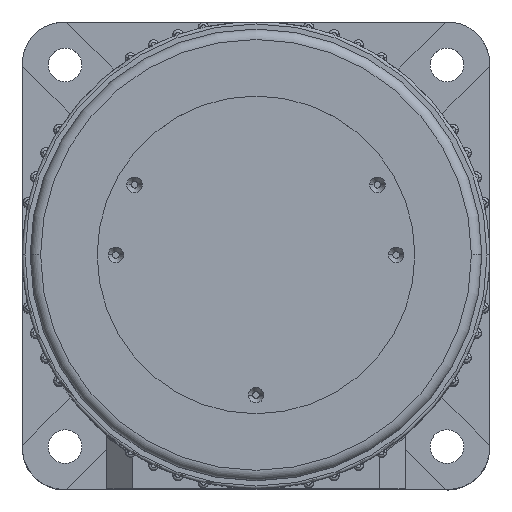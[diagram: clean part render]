
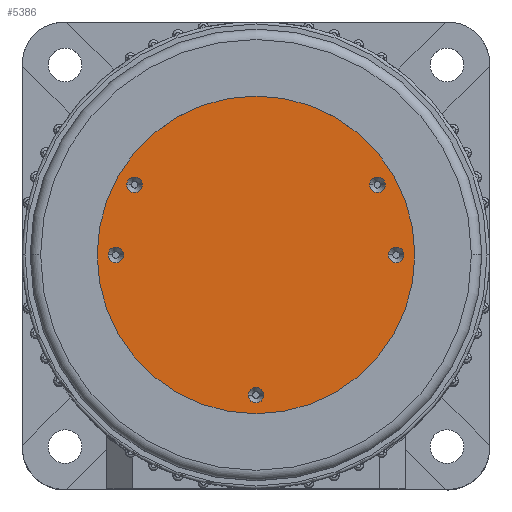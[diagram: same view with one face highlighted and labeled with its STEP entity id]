
A CAD part, top view. The second image highlights one B-rep face of the part: STEP entity #5386.
In plain terms, the highlighted planar face has unit normal (0, 0, 1).
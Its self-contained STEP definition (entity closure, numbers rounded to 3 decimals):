
#34 = VERTEX_POINT ( 'NONE', #5280 ) ;
#44 = EDGE_CURVE ( 'NONE', #34, #2395, #5183, .T. ) ;
#59 = EDGE_CURVE ( 'NONE', #1659, #6986, #4637, .T. ) ;
#67 = EDGE_CURVE ( 'NONE', #4422, #10102, #4626, .T. ) ;
#75 = EDGE_CURVE ( 'NONE', #10102, #4422, #4360, .T. ) ;
#96 = EDGE_CURVE ( 'NONE', #4658, #3987, #5432, .T. ) ;
#148 = EDGE_CURVE ( 'NONE', #8271, #2515, #3946, .T. ) ;
#151 = EDGE_CURVE ( 'NONE', #204, #5168, #4080, .T. ) ;
#204 = VERTEX_POINT ( 'NONE', #672 ) ;
#283 = ORIENTED_EDGE ( 'NONE', *, *, #516, .F. ) ;
#409 = ORIENTED_EDGE ( 'NONE', *, *, #151, .F. ) ;
#516 = EDGE_CURVE ( 'NONE', #2515, #8271, #681, .T. ) ;
#648 = ORIENTED_EDGE ( 'NONE', *, *, #4659, .F. ) ;
#672 = CARTESIAN_POINT ( 'NONE',  ( -25.5, 0., 96. ) ) ;
#681 = CIRCLE ( 'NONE', #8607, 1.5 ) ;
#907 = ORIENTED_EDGE ( 'NONE', *, *, #44, .T. ) ;
#1015 = CARTESIAN_POINT ( 'NONE',  ( -1.5, -27., 96. ) ) ;
#1125 = CIRCLE ( 'NONE', #5809, 30.6 ) ;
#1205 = ORIENTED_EDGE ( 'NONE', *, *, #8929, .T. ) ;
#1443 = DIRECTION ( 'NONE',  ( 1., 0., 0. ) ) ;
#1475 = DIRECTION ( 'NONE',  ( 0., 0., 1. ) ) ;
#1585 = CARTESIAN_POINT ( 'NONE',  ( -27., 0., 96. ) ) ;
#1623 = AXIS2_PLACEMENT_3D ( 'NONE', #2347, #3195, #2212 ) ;
#1659 = VERTEX_POINT ( 'NONE', #7981 ) ;
#1748 = DIRECTION ( 'NONE',  ( 1., 0., 0. ) ) ;
#1784 = DIRECTION ( 'NONE',  ( 0., 0., 1. ) ) ;
#1828 = CARTESIAN_POINT ( 'NONE',  ( 27., 0., 96. ) ) ;
#2120 = CARTESIAN_POINT ( 'NONE',  ( 27., 0., 96. ) ) ;
#2186 = DIRECTION ( 'NONE',  ( 0., 0., 1. ) ) ;
#2212 = DIRECTION ( 'NONE',  ( 1., 0., 0. ) ) ;
#2274 = CARTESIAN_POINT ( 'NONE',  ( -28.5, 0., 96. ) ) ;
#2294 = CARTESIAN_POINT ( 'NONE',  ( 0., 0., 96. ) ) ;
#2325 = DIRECTION ( 'NONE',  ( 1., 0., 0. ) ) ;
#2347 = CARTESIAN_POINT ( 'NONE',  ( 0., 0., 96. ) ) ;
#2395 = VERTEX_POINT ( 'NONE', #9618 ) ;
#2420 = PLANE ( 'NONE',  #1623 ) ;
#2515 = VERTEX_POINT ( 'NONE', #7945 ) ;
#2544 = AXIS2_PLACEMENT_3D ( 'NONE', #9636, #9531, #9122 ) ;
#2660 = AXIS2_PLACEMENT_3D ( 'NONE', #8026, #7991, #7239 ) ;
#2703 = CARTESIAN_POINT ( 'NONE',  ( 28.5, 0., 96. ) ) ;
#2734 = EDGE_CURVE ( 'NONE', #3987, #4658, #7300, .T. ) ;
#2751 = DIRECTION ( 'NONE',  ( 1., 0., 0. ) ) ;
#2796 = DIRECTION ( 'NONE',  ( 0., 0., 1. ) ) ;
#2802 = DIRECTION ( 'NONE',  ( 1., 0., 0. ) ) ;
#2839 = DIRECTION ( 'NONE',  ( 0., 0., 1. ) ) ;
#2853 = CARTESIAN_POINT ( 'NONE',  ( 0., -27., 96. ) ) ;
#2869 = CARTESIAN_POINT ( 'NONE',  ( 0., -27., 96. ) ) ;
#3126 = DIRECTION ( 'NONE',  ( 1., 0., 0. ) ) ;
#3195 = DIRECTION ( 'NONE',  ( 0., 0., 1. ) ) ;
#3637 = DIRECTION ( 'NONE',  ( 1., 0., 0. ) ) ;
#3684 = DIRECTION ( 'NONE',  ( 0., 0., 1. ) ) ;
#3695 = CARTESIAN_POINT ( 'NONE',  ( -23.383, 13.5, 96. ) ) ;
#3946 = CIRCLE ( 'NONE', #9367, 1.5 ) ;
#3987 = VERTEX_POINT ( 'NONE', #1015 ) ;
#4032 = DIRECTION ( 'NONE',  ( 1., 0., 0. ) ) ;
#4080 = CIRCLE ( 'NONE', #9382, 1.5 ) ;
#4081 = DIRECTION ( 'NONE',  ( 0., 0., 1. ) ) ;
#4193 = CARTESIAN_POINT ( 'NONE',  ( -23.383, 13.5, 96. ) ) ;
#4360 = CIRCLE ( 'NONE', #9570, 1.5 ) ;
#4422 = VERTEX_POINT ( 'NONE', #5805 ) ;
#4423 = DIRECTION ( 'NONE',  ( 1., 0., 0. ) ) ;
#4460 = DIRECTION ( 'NONE',  ( 0., 0., 1. ) ) ;
#4495 = CARTESIAN_POINT ( 'NONE',  ( 23.383, 13.5, 96. ) ) ;
#4626 = CIRCLE ( 'NONE', #9588, 1.5 ) ;
#4637 = CIRCLE ( 'NONE', #9611, 1.5 ) ;
#4658 = VERTEX_POINT ( 'NONE', #9211 ) ;
#4659 = EDGE_CURVE ( 'NONE', #5168, #204, #7002, .T. ) ;
#4701 = EDGE_CURVE ( 'NONE', #6986, #1659, #5505, .T. ) ;
#4816 = DIRECTION ( 'NONE',  ( 1., 0., 0. ) ) ;
#4860 = DIRECTION ( 'NONE',  ( 0., 0., 1. ) ) ;
#4897 = CARTESIAN_POINT ( 'NONE',  ( 0., 0., 96. ) ) ;
#5168 = VERTEX_POINT ( 'NONE', #2274 ) ;
#5183 = CIRCLE ( 'NONE', #9686, 30.6 ) ;
#5280 = CARTESIAN_POINT ( 'NONE',  ( 30.6, 0., 96. ) ) ;
#5386 = ADVANCED_FACE ( 'NONE', ( #8726, #8353, #8608, #8481, #8225, #8098 ), #2420, .T. ) ;
#5432 = CIRCLE ( 'NONE', #9517, 1.5 ) ;
#5500 = AXIS2_PLACEMENT_3D ( 'NONE', #2869, #2839, #2802 ) ;
#5505 = CIRCLE ( 'NONE', #2544, 1.5 ) ;
#5805 = CARTESIAN_POINT ( 'NONE',  ( -24.883, 13.5, 96. ) ) ;
#5809 = AXIS2_PLACEMENT_3D ( 'NONE', #2294, #8129, #3126 ) ;
#5945 = EDGE_LOOP ( 'NONE', ( #10756, #283 ) ) ;
#6086 = EDGE_LOOP ( 'NONE', ( #409, #648 ) ) ;
#6677 = EDGE_LOOP ( 'NONE', ( #9565, #9676 ) ) ;
#6986 = VERTEX_POINT ( 'NONE', #8215 ) ;
#7002 = CIRCLE ( 'NONE', #2660, 1.5 ) ;
#7239 = DIRECTION ( 'NONE',  ( 1., 0., 0. ) ) ;
#7300 = CIRCLE ( 'NONE', #5500, 1.5 ) ;
#7323 = EDGE_LOOP ( 'NONE', ( #907, #1205 ) ) ;
#7832 = EDGE_LOOP ( 'NONE', ( #10099, #10506 ) ) ;
#7945 = CARTESIAN_POINT ( 'NONE',  ( 25.5, 0., 96. ) ) ;
#7949 = CARTESIAN_POINT ( 'NONE',  ( -21.883, 13.5, 96. ) ) ;
#7981 = CARTESIAN_POINT ( 'NONE',  ( 24.883, 13.5, 96. ) ) ;
#7991 = DIRECTION ( 'NONE',  ( 0., 0., 1. ) ) ;
#8026 = CARTESIAN_POINT ( 'NONE',  ( -27., 0., 96. ) ) ;
#8098 = FACE_OUTER_BOUND ( 'NONE', #7323, .T. ) ;
#8129 = DIRECTION ( 'NONE',  ( 0., 0., 1. ) ) ;
#8215 = CARTESIAN_POINT ( 'NONE',  ( 21.883, 13.5, 96. ) ) ;
#8225 = FACE_BOUND ( 'NONE', #6086, .T. ) ;
#8271 = VERTEX_POINT ( 'NONE', #2703 ) ;
#8353 = FACE_BOUND ( 'NONE', #6677, .T. ) ;
#8481 = FACE_BOUND ( 'NONE', #5945, .T. ) ;
#8607 = AXIS2_PLACEMENT_3D ( 'NONE', #2120, #2186, #2325 ) ;
#8608 = FACE_BOUND ( 'NONE', #7832, .T. ) ;
#8726 = FACE_BOUND ( 'NONE', #10069, .T. ) ;
#8929 = EDGE_CURVE ( 'NONE', #2395, #34, #1125, .T. ) ;
#9025 = ORIENTED_EDGE ( 'NONE', *, *, #59, .F. ) ;
#9122 = DIRECTION ( 'NONE',  ( 1., 0., 0. ) ) ;
#9200 = ORIENTED_EDGE ( 'NONE', *, *, #4701, .F. ) ;
#9211 = CARTESIAN_POINT ( 'NONE',  ( 1.5, -27., 96. ) ) ;
#9367 = AXIS2_PLACEMENT_3D ( 'NONE', #1828, #1784, #1748 ) ;
#9382 = AXIS2_PLACEMENT_3D ( 'NONE', #1585, #1475, #1443 ) ;
#9517 = AXIS2_PLACEMENT_3D ( 'NONE', #2853, #2796, #2751 ) ;
#9531 = DIRECTION ( 'NONE',  ( 0., 0., 1. ) ) ;
#9565 = ORIENTED_EDGE ( 'NONE', *, *, #75, .F. ) ;
#9570 = AXIS2_PLACEMENT_3D ( 'NONE', #3695, #3684, #3637 ) ;
#9588 = AXIS2_PLACEMENT_3D ( 'NONE', #4193, #4081, #4032 ) ;
#9611 = AXIS2_PLACEMENT_3D ( 'NONE', #4495, #4460, #4423 ) ;
#9618 = CARTESIAN_POINT ( 'NONE',  ( -30.6, 0., 96. ) ) ;
#9636 = CARTESIAN_POINT ( 'NONE',  ( 23.383, 13.5, 96. ) ) ;
#9676 = ORIENTED_EDGE ( 'NONE', *, *, #67, .F. ) ;
#9686 = AXIS2_PLACEMENT_3D ( 'NONE', #4897, #4860, #4816 ) ;
#10069 = EDGE_LOOP ( 'NONE', ( #9025, #9200 ) ) ;
#10099 = ORIENTED_EDGE ( 'NONE', *, *, #96, .F. ) ;
#10102 = VERTEX_POINT ( 'NONE', #7949 ) ;
#10506 = ORIENTED_EDGE ( 'NONE', *, *, #2734, .F. ) ;
#10756 = ORIENTED_EDGE ( 'NONE', *, *, #148, .F. ) ;
